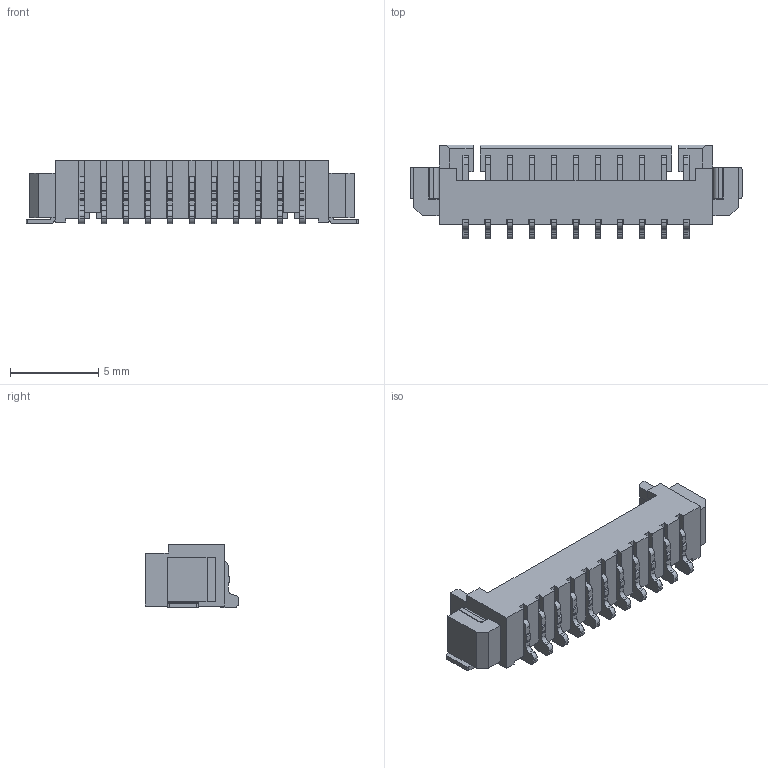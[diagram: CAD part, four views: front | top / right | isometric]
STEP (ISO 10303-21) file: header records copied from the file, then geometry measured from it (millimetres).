
FILE_DESCRIPTION((''),'2;1');
FILE_NAME('FWF12504-S08','2025-02-06T',('工程三'),(''),'PRO/ENGINEER BY PARAMETRIC TECHNOLOGY CORPORATION, 2010280','PRO/ENGINEER BY PARAMETRIC TECHNOLOGY CORPORATION, 2010280','');
FILE_SCHEMA(('CONFIG_CONTROL_DESIGN'));
Length unit declared in the file: millimetre
Products named in the file (1): FWF12504-S08
Bounding box: 18.8 x 5.3 x 3.6 mm (x, y, z)
Volume: 137.4 mm3; surface area: 485.4 mm2
Topology: 1 solids, 1 shells, 464 faces, 1339 edges, 884 vertices
Faces by surface type: plane 321, cylinder 143
Entity records: 15229 total; most frequent: CARTESIAN_POINT 2717, ORIENTED_EDGE 2678, DIRECTION 2541, EDGE_CURVE 1339, VECTOR 1057, LINE 1057, VERTEX_POINT 884, AXIS2_PLACEMENT_3D 742
